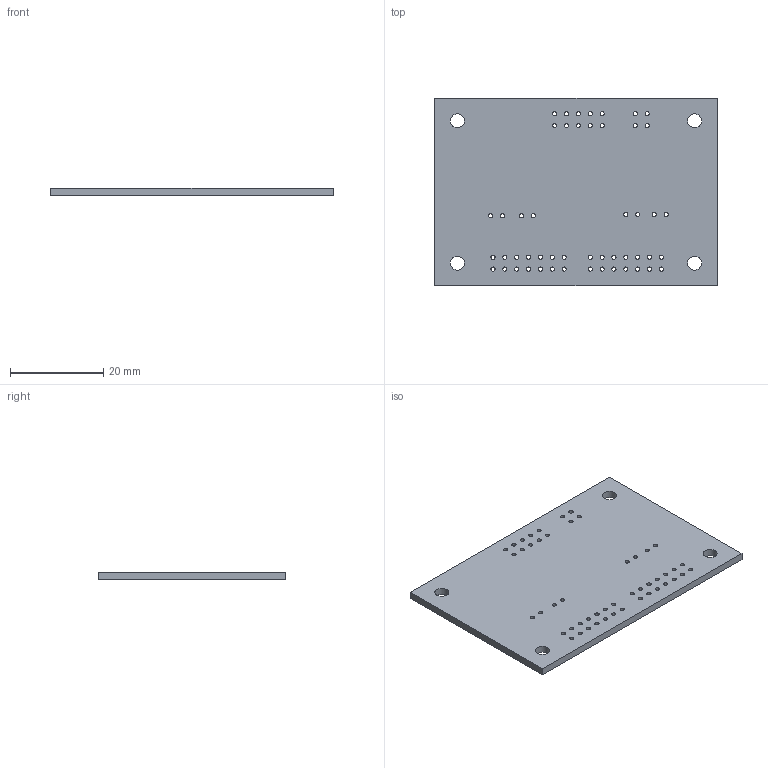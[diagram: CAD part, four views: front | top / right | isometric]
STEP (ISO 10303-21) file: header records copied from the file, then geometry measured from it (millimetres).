
FILE_DESCRIPTION(('KiCad electronic assembly'),'2;1');
FILE_NAME('VCAI2C01.step','2023-09-11T00:45:18',('Pcbnew'),('Kicad'), 'Open CASCADE STEP processor 7.6','KiCad to STEP converter','Unknown' );
FILE_SCHEMA(('AUTOMOTIVE_DESIGN { 1 0 10303 214 1 1 1 1 }'));
Length unit declared in the file: millimetre
Products named in the file (2): VCAI2C01 1; VCAI2C01 PCB
Assembly tree (1 placements, depth 2):
  VCAI2C01 1
    VCAI2C01 PCB
Bounding box: 60.45 x 40.13 x 1.6 mm (x, y, z)
Volume: 3786.8 mm3; surface area: 5339.1 mm2
Topology: 1 solids, 1 shells, 60 faces, 174 edges, 116 vertices
Faces by surface type: cylinder 54, plane 6
Full cylindrical faces by diameter (mm): 0.889 x50, 3 x4
Entity records: 4895 total; most frequent: CARTESIAN_POINT 1348, DIRECTION 646, ORIENTED_EDGE 348, PCURVE 348, DEFINITIONAL_REPRESENTATION 348, LINE 306, VECTOR 306, EDGE_CURVE 174
